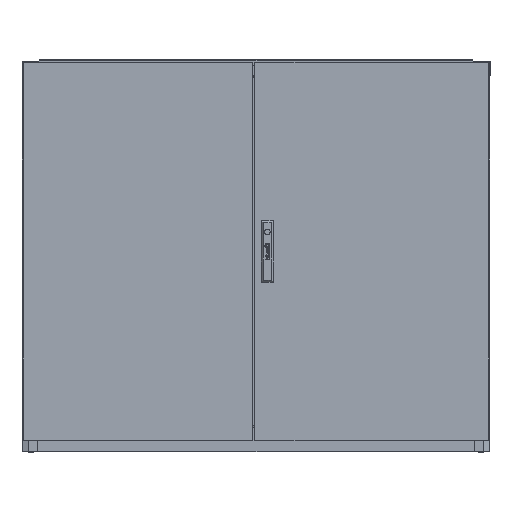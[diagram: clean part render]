
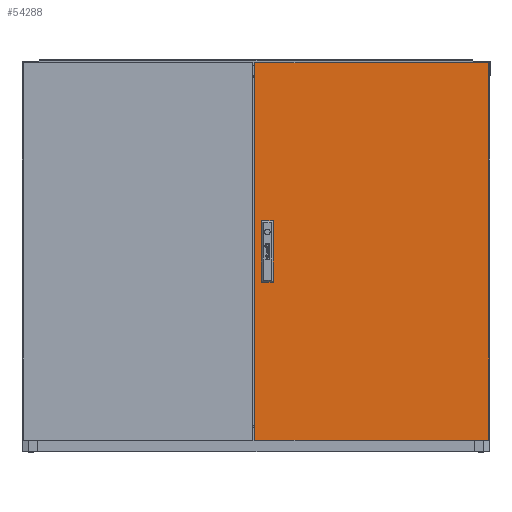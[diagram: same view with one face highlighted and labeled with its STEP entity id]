
A CAD part, top view. The second image highlights one B-rep face of the part: STEP entity #54288.
In plain terms, the highlighted planar face has unit normal (0, 0, 1).
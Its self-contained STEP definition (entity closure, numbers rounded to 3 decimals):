
#1352 = VERTEX_POINT ( 'NONE', #36524 ) ;
#1831 = VERTEX_POINT ( 'NONE', #126677 ) ;
#4002 = VECTOR ( 'NONE', #57905, 1000. ) ;
#5583 = VERTEX_POINT ( 'NONE', #90051 ) ;
#5708 = ORIENTED_EDGE ( 'NONE', *, *, #91500, .F. ) ;
#6725 = ORIENTED_EDGE ( 'NONE', *, *, #26870, .T. ) ;
#7059 = PLANE ( 'NONE',  #71969 ) ;
#9921 = DIRECTION ( 'NONE',  ( 0., -1., 0. ) ) ;
#12884 = VERTEX_POINT ( 'NONE', #125703 ) ;
#12908 = DIRECTION ( 'NONE',  ( -1., 0., 0. ) ) ;
#13260 = VECTOR ( 'NONE', #9921, 1000. ) ;
#17349 = DIRECTION ( 'NONE',  ( 0., 0., 1. ) ) ;
#19111 = LINE ( 'NONE', #90786, #125162 ) ;
#19725 = LINE ( 'NONE', #51273, #13260 ) ;
#22653 = EDGE_LOOP ( 'NONE', ( #78361, #116938, #34260, #6725 ) ) ;
#22883 = CARTESIAN_POINT ( 'NONE',  ( -252.8, 0., 0. ) ) ;
#26870 = EDGE_CURVE ( 'NONE', #12884, #5583, #58757, .T. ) ;
#27899 = CARTESIAN_POINT ( 'NONE',  ( -283.2, -78.5, 0. ) ) ;
#28048 = CARTESIAN_POINT ( 'NONE',  ( -252.8, -78.5, 0. ) ) ;
#30630 = EDGE_CURVE ( 'NONE', #5583, #95395, #19111, .T. ) ;
#34260 = ORIENTED_EDGE ( 'NONE', *, *, #69960, .T. ) ;
#36524 = CARTESIAN_POINT ( 'NONE',  ( -283.2, 78.5, 0. ) ) ;
#37913 = ORIENTED_EDGE ( 'NONE', *, *, #38248, .F. ) ;
#38248 = EDGE_CURVE ( 'NONE', #1352, #103825, #19725, .T. ) ;
#43618 = DIRECTION ( 'NONE',  ( 0., -1., 0. ) ) ;
#46854 = EDGE_CURVE ( 'NONE', #95395, #1831, #103540, .T. ) ;
#48918 = VECTOR ( 'NONE', #12908, 1000. ) ;
#51273 = CARTESIAN_POINT ( 'NONE',  ( -283.2, 0., 0. ) ) ;
#52085 = VECTOR ( 'NONE', #125743, 1000. ) ;
#54288 = ADVANCED_FACE ( 'NONE', ( #117304, #93204 ), #7059, .T. ) ;
#57789 = EDGE_CURVE ( 'NONE', #1352, #116777, #106640, .T. ) ;
#57905 = DIRECTION ( 'NONE',  ( 1., 0., 0. ) ) ;
#58757 = LINE ( 'NONE', #119261, #4002 ) ;
#58967 = DIRECTION ( 'NONE',  ( 1., 0., 0. ) ) ;
#60381 = DIRECTION ( 'NONE',  ( 0., 1., 0. ) ) ;
#63832 = LINE ( 'NONE', #27899, #115103 ) ;
#69960 = EDGE_CURVE ( 'NONE', #1831, #12884, #112902, .T. ) ;
#70296 = EDGE_CURVE ( 'NONE', #116777, #76686, #70944, .T. ) ;
#70944 = LINE ( 'NONE', #22883, #98220 ) ;
#71969 = AXIS2_PLACEMENT_3D ( 'NONE', #130097, #17349, #89193 ) ;
#74054 = CARTESIAN_POINT ( 'NONE',  ( -300., 483.5, 0. ) ) ;
#76686 = VERTEX_POINT ( 'NONE', #28048 ) ;
#78361 = ORIENTED_EDGE ( 'NONE', *, *, #30630, .T. ) ;
#78889 = EDGE_LOOP ( 'NONE', ( #37913, #113504, #97223, #5708 ) ) ;
#83960 = CARTESIAN_POINT ( 'NONE',  ( -283.2, 78.5, 0. ) ) ;
#89193 = DIRECTION ( 'NONE',  ( 1., 0., 0. ) ) ;
#90051 = CARTESIAN_POINT ( 'NONE',  ( 300., -483.5, 0. ) ) ;
#90786 = CARTESIAN_POINT ( 'NONE',  ( 300., 483.5, 0. ) ) ;
#91030 = CARTESIAN_POINT ( 'NONE',  ( 300., 483.5, 0. ) ) ;
#91500 = EDGE_CURVE ( 'NONE', #103825, #76686, #63832, .T. ) ;
#93204 = FACE_BOUND ( 'NONE', #78889, .T. ) ;
#95395 = VERTEX_POINT ( 'NONE', #91030 ) ;
#97223 = ORIENTED_EDGE ( 'NONE', *, *, #70296, .T. ) ;
#98220 = VECTOR ( 'NONE', #43618, 1000. ) ;
#98858 = CARTESIAN_POINT ( 'NONE',  ( -300., 483.5, 0. ) ) ;
#101242 = CARTESIAN_POINT ( 'NONE',  ( -283.2, -78.5, 0. ) ) ;
#103540 = LINE ( 'NONE', #74054, #48918 ) ;
#103825 = VERTEX_POINT ( 'NONE', #101242 ) ;
#106467 = VECTOR ( 'NONE', #109155, 1000. ) ;
#106640 = LINE ( 'NONE', #83960, #52085 ) ;
#109155 = DIRECTION ( 'NONE',  ( 0., -1., 0. ) ) ;
#112902 = LINE ( 'NONE', #98858, #106467 ) ;
#113504 = ORIENTED_EDGE ( 'NONE', *, *, #57789, .T. ) ;
#115103 = VECTOR ( 'NONE', #58967, 1000. ) ;
#116777 = VERTEX_POINT ( 'NONE', #131110 ) ;
#116938 = ORIENTED_EDGE ( 'NONE', *, *, #46854, .T. ) ;
#117304 = FACE_OUTER_BOUND ( 'NONE', #22653, .T. ) ;
#119261 = CARTESIAN_POINT ( 'NONE',  ( -300., -483.5, 0. ) ) ;
#125162 = VECTOR ( 'NONE', #60381, 1000. ) ;
#125703 = CARTESIAN_POINT ( 'NONE',  ( -300., -483.5, 0. ) ) ;
#125743 = DIRECTION ( 'NONE',  ( 1., 0., 0. ) ) ;
#126677 = CARTESIAN_POINT ( 'NONE',  ( -300., 483.5, 0. ) ) ;
#130097 = CARTESIAN_POINT ( 'NONE',  ( 0., 0., 0. ) ) ;
#131110 = CARTESIAN_POINT ( 'NONE',  ( -252.8, 78.5, 0. ) ) ;
